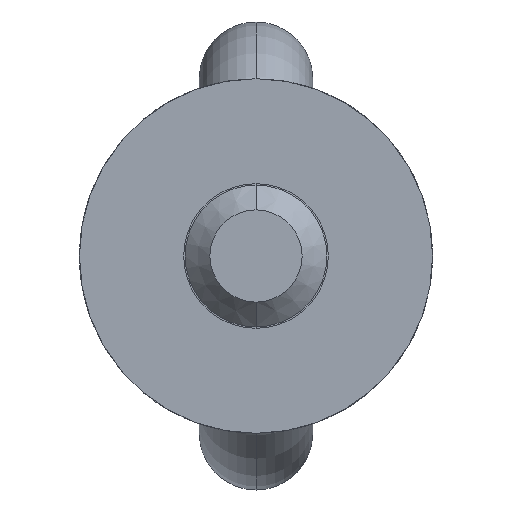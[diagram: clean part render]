
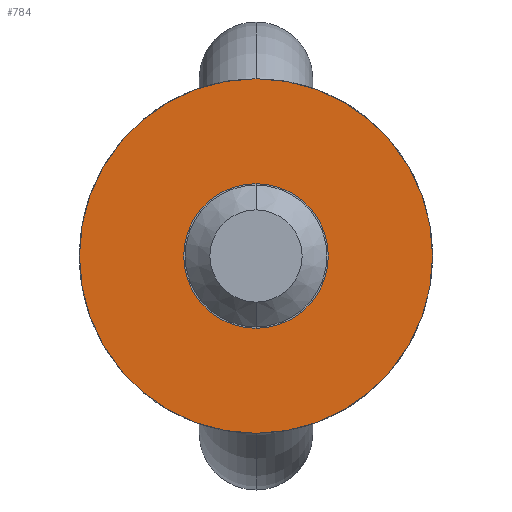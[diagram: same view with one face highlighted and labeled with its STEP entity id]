
A CAD part, front view. The second image highlights one B-rep face of the part: STEP entity #784.
In plain terms, the highlighted planar face has unit normal (0, -1, 0).
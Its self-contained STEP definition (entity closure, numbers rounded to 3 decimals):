
#784=ADVANCED_FACE('',(#1585,#1586),#1587,.F.);
#1585=FACE_OUTER_BOUND('',#9615,.T.);
#1586=FACE_BOUND('',#9616,.T.);
#1587=PLANE('',#9617);
#9615=EDGE_LOOP('',(#12312,#12313,#12314,#12315));
#9616=EDGE_LOOP('',(#12316,#12317));
#9617=AXIS2_PLACEMENT_3D('',#12318,#12319,#12320);
#12312=ORIENTED_EDGE('',*,*,#13464,.T.);
#12313=ORIENTED_EDGE('',*,*,#13479,.T.);
#12314=ORIENTED_EDGE('',*,*,#13454,.T.);
#12315=ORIENTED_EDGE('',*,*,#13491,.T.);
#12316=ORIENTED_EDGE('',*,*,#13435,.T.);
#12317=ORIENTED_EDGE('',*,*,#13531,.T.);
#12318=CARTESIAN_POINT('',(0.0,-51.5,0.0));
#12319=DIRECTION('',(0.0,1.0,0.0));
#12320=DIRECTION('',(1.0,0.0,-0.0));
#13435=EDGE_CURVE('',#14927,#14931,#14933,.T.);
#13454=EDGE_CURVE('',#14962,#14959,#14963,.T.);
#13464=EDGE_CURVE('',#14981,#14978,#14982,.T.);
#13479=EDGE_CURVE('',#14978,#14962,#15008,.T.);
#13491=EDGE_CURVE('',#14959,#14981,#15027,.T.);
#13531=EDGE_CURVE('',#14931,#14927,#15087,.T.);
#14927=VERTEX_POINT('',#22689);
#14931=VERTEX_POINT('',#22693);
#14933=CIRCLE('',#22695,10.2);
#14959=VERTEX_POINT('',#22729);
#14962=VERTEX_POINT('',#22733);
#14963=CIRCLE('',#22734,24.896);
#14978=VERTEX_POINT('',#22872);
#14981=VERTEX_POINT('',#22876);
#14982=CIRCLE('',#22877,24.896);
#15008=CIRCLE('',#23133,24.896);
#15027=CIRCLE('',#23245,24.896);
#15087=CIRCLE('',#23426,10.2);
#22689=CARTESIAN_POINT('',(0.0,-51.5,10.2));
#22693=CARTESIAN_POINT('',(0.,-51.5,-10.2));
#22695=AXIS2_PLACEMENT_3D('',#24424,#24425,#24426);
#22729=CARTESIAN_POINT('',(0.,-51.5,-25.0));
#22733=CARTESIAN_POINT('',(-24.896,-51.5,0.0));
#22734=AXIS2_PLACEMENT_3D('',#24448,#24449,#24450);
#22872=CARTESIAN_POINT('',(0.,-51.5,25.0));
#22876=CARTESIAN_POINT('',(24.896,-51.5,0.0));
#22877=AXIS2_PLACEMENT_3D('',#24457,#24458,#24459);
#23133=AXIS2_PLACEMENT_3D('',#24469,#24470,#24471);
#23245=AXIS2_PLACEMENT_3D('',#24477,#24478,#24479);
#23426=AXIS2_PLACEMENT_3D('',#24504,#24505,#24506);
#24424=CARTESIAN_POINT('',(0.0,-51.5,0.0));
#24425=DIRECTION('',(0.0,1.0,0.0));
#24426=DIRECTION('',(0.0,0.0,1.0));
#24448=CARTESIAN_POINT('',(0.,-51.5,-0.104));
#24449=DIRECTION('',(0.0,-1.0,0.0));
#24450=DIRECTION('',(0.0,0.0,-1.0));
#24457=CARTESIAN_POINT('',(0.,-51.5,0.104));
#24458=DIRECTION('',(0.0,-1.0,0.0));
#24459=DIRECTION('',(0.0,0.0,1.0));
#24469=CARTESIAN_POINT('',(0.,-51.5,0.104));
#24470=DIRECTION('',(0.0,-1.0,0.0));
#24471=DIRECTION('',(0.0,0.0,1.0));
#24477=CARTESIAN_POINT('',(0.,-51.5,-0.104));
#24478=DIRECTION('',(0.0,-1.0,0.0));
#24479=DIRECTION('',(0.0,0.0,-1.0));
#24504=CARTESIAN_POINT('',(0.0,-51.5,0.0));
#24505=DIRECTION('',(0.0,1.0,0.0));
#24506=DIRECTION('',(0.0,0.0,1.0));
